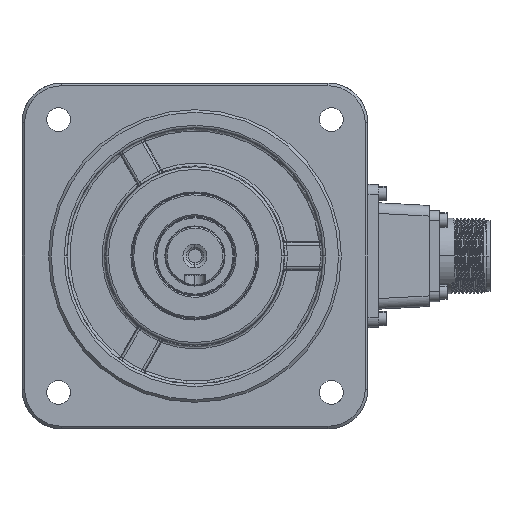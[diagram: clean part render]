
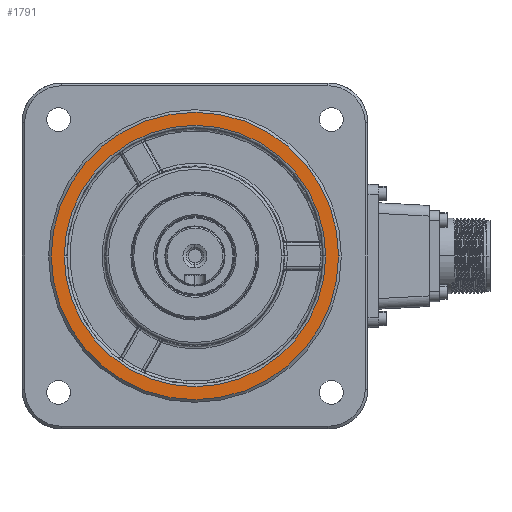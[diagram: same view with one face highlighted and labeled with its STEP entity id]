
A CAD part, left-side view. The second image highlights one B-rep face of the part: STEP entity #1791.
In plain terms, the highlighted planar face has unit normal (-1, 0, 0).
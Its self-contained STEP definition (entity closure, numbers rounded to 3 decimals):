
#921 = AXIS2_PLACEMENT_3D ( 'NONE', #45007, #19445, #26404 ) ;
#1252 = DIRECTION ( 'NONE',  ( -1., 0., 0. ) ) ;
#1791 = ADVANCED_FACE ( 'NONE', ( #35151, #10239 ), #30794, .T. ) ;
#1801 = CARTESIAN_POINT ( 'NONE',  ( -61., -49.122, 0. ) ) ;
#3349 = AXIS2_PLACEMENT_3D ( 'NONE', #23009, #1252, #23187 ) ;
#4844 = CIRCLE ( 'NONE', #25080, 49.122 ) ;
#6215 = VERTEX_POINT ( 'NONE', #12349 ) ;
#6327 = EDGE_CURVE ( 'NONE', #19266, #15957, #4844, .T. ) ;
#9459 = CIRCLE ( 'NONE', #921, 54. ) ;
#9810 = AXIS2_PLACEMENT_3D ( 'NONE', #22829, #34007, #34489 ) ;
#10239 = FACE_BOUND ( 'NONE', #29539, .T. ) ;
#12349 = CARTESIAN_POINT ( 'NONE',  ( -61., -54., 0. ) ) ;
#13322 = DIRECTION ( 'NONE',  ( 1., 0., 0. ) ) ;
#14728 = EDGE_CURVE ( 'NONE', #47642, #6215, #43101, .T. ) ;
#15957 = VERTEX_POINT ( 'NONE', #28335 ) ;
#16174 = ORIENTED_EDGE ( 'NONE', *, *, #33536, .T. ) ;
#17264 = EDGE_CURVE ( 'NONE', #6215, #47642, #9459, .T. ) ;
#19266 = VERTEX_POINT ( 'NONE', #1801 ) ;
#19445 = DIRECTION ( 'NONE',  ( -1., 0., 0. ) ) ;
#21045 = DIRECTION ( 'NONE',  ( 0., -1., 0. ) ) ;
#22829 = CARTESIAN_POINT ( 'NONE',  ( -61., 0., 0. ) ) ;
#23009 = CARTESIAN_POINT ( 'NONE',  ( -61., 0., 0. ) ) ;
#23187 = DIRECTION ( 'NONE',  ( 0., -1., 0. ) ) ;
#25080 = AXIS2_PLACEMENT_3D ( 'NONE', #38722, #32211, #21045 ) ;
#26404 = DIRECTION ( 'NONE',  ( 0., -1., 0. ) ) ;
#28335 = CARTESIAN_POINT ( 'NONE',  ( -61., 49.122, 0. ) ) ;
#28625 = ORIENTED_EDGE ( 'NONE', *, *, #14728, .T. ) ;
#29500 = EDGE_LOOP ( 'NONE', ( #28625, #31500 ) ) ;
#29539 = EDGE_LOOP ( 'NONE', ( #33890, #16174 ) ) ;
#30794 = PLANE ( 'NONE',  #9810 ) ;
#31500 = ORIENTED_EDGE ( 'NONE', *, *, #17264, .T. ) ;
#32211 = DIRECTION ( 'NONE',  ( 1., 0., 0. ) ) ;
#33536 = EDGE_CURVE ( 'NONE', #15957, #19266, #40245, .T. ) ;
#33890 = ORIENTED_EDGE ( 'NONE', *, *, #6327, .T. ) ;
#34007 = DIRECTION ( 'NONE',  ( -1., 0., 0. ) ) ;
#34489 = DIRECTION ( 'NONE',  ( 0., -1., 0. ) ) ;
#35151 = FACE_OUTER_BOUND ( 'NONE', #29500, .T. ) ;
#35323 = CARTESIAN_POINT ( 'NONE',  ( -61., 0., 0. ) ) ;
#38722 = CARTESIAN_POINT ( 'NONE',  ( -61., 0., 0. ) ) ;
#38733 = DIRECTION ( 'NONE',  ( 0., -1., 0. ) ) ;
#39946 = AXIS2_PLACEMENT_3D ( 'NONE', #35323, #13322, #38733 ) ;
#40245 = CIRCLE ( 'NONE', #39946, 49.122 ) ;
#41240 = CARTESIAN_POINT ( 'NONE',  ( -61., 54., 0. ) ) ;
#43101 = CIRCLE ( 'NONE', #3349, 54. ) ;
#45007 = CARTESIAN_POINT ( 'NONE',  ( -61., 0., 0. ) ) ;
#47642 = VERTEX_POINT ( 'NONE', #41240 ) ;
